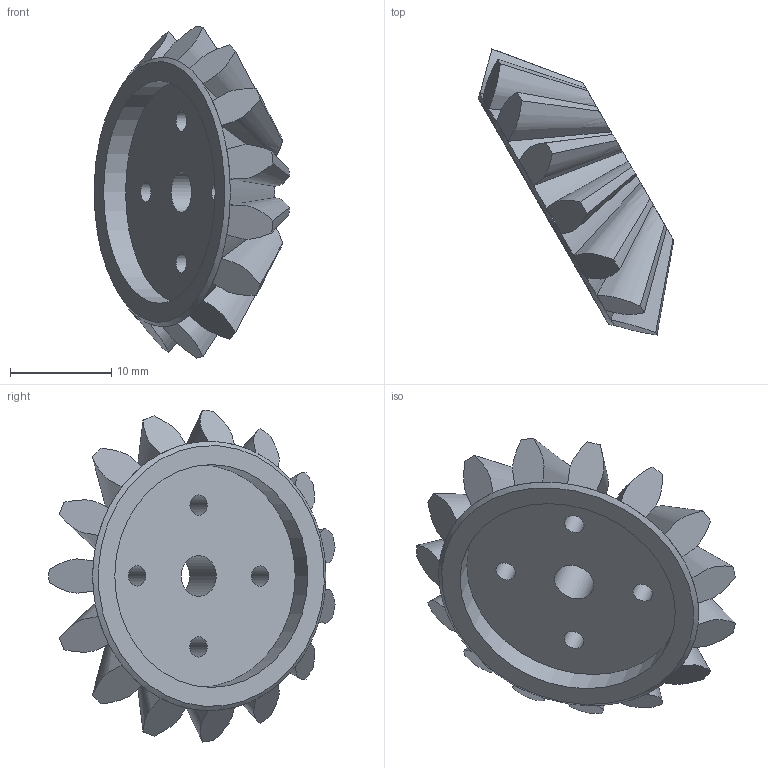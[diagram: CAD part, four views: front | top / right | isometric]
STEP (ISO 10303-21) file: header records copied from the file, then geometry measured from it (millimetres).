
FILE_DESCRIPTION(/* description */ (''),/* implementation_level */ '2;1');
FILE_NAME(/* name */ 'BevelGear.step',/* time_stamp */ '2023-06-09T17:18:46-05:00',/* author */ (''),/* organization */ (''),/* preprocessor_version */ 'ST-DEVELOPER v19.2',/* originating_system */ 'Autodesk Translation Framework v12.6.0.85',/* authorisation */ '');
FILE_SCHEMA (('AUTOMOTIVE_DESIGN { 1 0 10303 214 3 1 1 }'));
Length unit declared in the file: millimetre
Products named in the file (2): Arm2 (v11~recovered); Bevel Gear
Assembly tree (1 placements, depth 2):
  Arm2 (v11~recovered)
    Bevel Gear
Bounding box: 19.29 x 28.23 x 32.77 mm (x, y, z)
Volume: 3121.5 mm3; surface area: 2882.1 mm2
Topology: 1 solids, 1 shells, 105 faces, 233 edges, 135 vertices
Faces by surface type: bspline 45, cone 32, plane 22, cylinder 6
Full cylindrical faces by diameter (mm): 2 x4, 4 x1, 22 x1
Entity records: 5750 total; most frequent: CARTESIAN_POINT 3568, ORIENTED_EDGE 466, DIRECTION 404, EDGE_CURVE 233, AXIS2_PLACEMENT_3D 168, VERTEX_POINT 135, EDGE_LOOP 112, FACE_OUTER_BOUND 105
